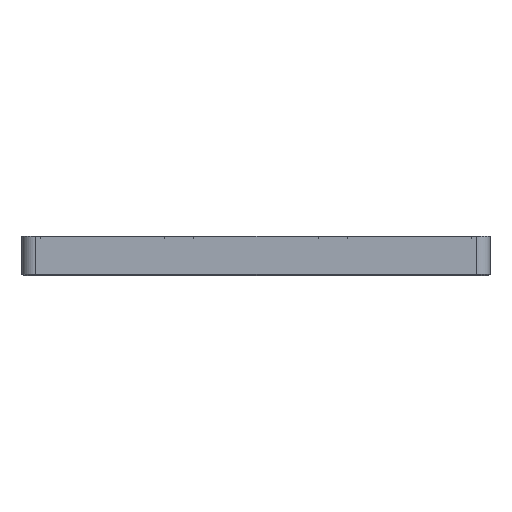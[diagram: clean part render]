
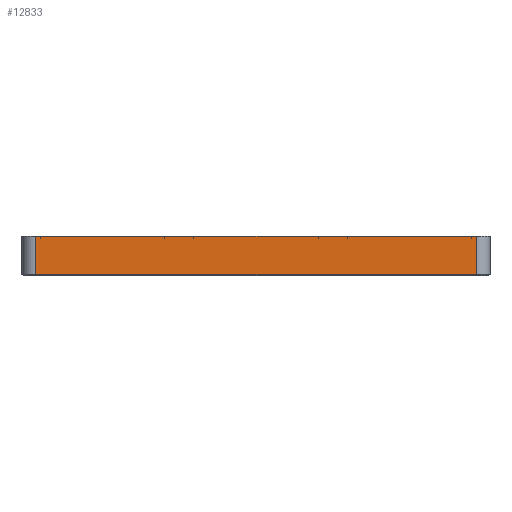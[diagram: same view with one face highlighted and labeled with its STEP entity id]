
A CAD part, left-side view. The second image highlights one B-rep face of the part: STEP entity #12833.
In plain terms, the highlighted planar face has unit normal (-1, 0, 0).
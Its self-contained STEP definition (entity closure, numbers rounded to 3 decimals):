
#1103=FACE_OUTER_BOUND('',#1959,.T.);
#1959=EDGE_LOOP('',(#10599,#10600,#10601,#10602,#10603,#10604,#10605,#10606,
#10607,#10608));
#2308=LINE('',#18483,#3542);
#2312=LINE('',#18499,#3546);
#2316=LINE('',#18515,#3550);
#2320=LINE('',#18531,#3554);
#2436=LINE('',#18876,#3670);
#2800=LINE('',#19960,#4034);
#2805=LINE('',#19972,#4039);
#3075=LINE('',#20776,#4309);
#3165=LINE('',#21043,#4399);
#3166=LINE('',#21044,#4400);
#3542=VECTOR('',#14494,10.);
#3546=VECTOR('',#14506,10.);
#3550=VECTOR('',#14518,10.);
#3554=VECTOR('',#14530,10.);
#3670=VECTOR('',#14854,10.);
#4034=VECTOR('',#16044,10.);
#4039=VECTOR('',#16059,10.);
#4309=VECTOR('',#16945,10.);
#4399=VECTOR('',#17239,10.);
#4400=VECTOR('',#17240,10.);
#5370=VERTEX_POINT('',#18480);
#5371=VERTEX_POINT('',#18482);
#5378=VERTEX_POINT('',#18496);
#5379=VERTEX_POINT('',#18498);
#5386=VERTEX_POINT('',#18512);
#5387=VERTEX_POINT('',#18514);
#5394=VERTEX_POINT('',#18528);
#5395=VERTEX_POINT('',#18530);
#5520=VERTEX_POINT('',#18875);
#5829=VERTEX_POINT('',#19970);
#6450=EDGE_CURVE('',#5371,#5370,#2308,.T.);
#6458=EDGE_CURVE('',#5379,#5378,#2312,.T.);
#6466=EDGE_CURVE('',#5387,#5386,#2316,.T.);
#6474=EDGE_CURVE('',#5395,#5394,#2320,.T.);
#6648=EDGE_CURVE('',#5395,#5520,#2436,.T.);
#7183=EDGE_CURVE('',#5378,#5371,#2800,.T.);
#7189=EDGE_CURVE('',#5829,#5370,#2805,.T.);
#7585=EDGE_CURVE('',#5386,#5379,#3075,.T.);
#7717=EDGE_CURVE('',#5520,#5829,#3165,.T.);
#7718=EDGE_CURVE('',#5394,#5387,#3166,.T.);
#10599=ORIENTED_EDGE('',*,*,#6450,.T.);
#10600=ORIENTED_EDGE('',*,*,#7189,.F.);
#10601=ORIENTED_EDGE('',*,*,#7717,.F.);
#10602=ORIENTED_EDGE('',*,*,#6648,.F.);
#10603=ORIENTED_EDGE('',*,*,#6474,.T.);
#10604=ORIENTED_EDGE('',*,*,#7718,.T.);
#10605=ORIENTED_EDGE('',*,*,#6466,.T.);
#10606=ORIENTED_EDGE('',*,*,#7585,.T.);
#10607=ORIENTED_EDGE('',*,*,#6458,.T.);
#10608=ORIENTED_EDGE('',*,*,#7183,.T.);
#12171=PLANE('',#14049);
#12833=ADVANCED_FACE('',(#1103),#12171,.T.);
#14049=AXIS2_PLACEMENT_3D('',#21042,#17237,#17238);
#14494=DIRECTION('',(0.,1.,0.));
#14506=DIRECTION('',(0.,1.,0.));
#14518=DIRECTION('',(0.,1.,0.));
#14530=DIRECTION('',(0.,1.,0.));
#14854=DIRECTION('',(0.,0.,-1.));
#16044=DIRECTION('',(0.,1.,0.));
#16059=DIRECTION('',(0.,0.,1.));
#16945=DIRECTION('',(0.,1.,0.));
#17237=DIRECTION('center_axis',(-1.,0.,0.));
#17238=DIRECTION('ref_axis',(0.,1.,0.));
#17239=DIRECTION('',(0.,1.,0.));
#17240=DIRECTION('',(0.,1.,0.));
#18480=CARTESIAN_POINT('',(0.,122.95,-0.5));
#18482=CARTESIAN_POINT('',(0.,121.75,-0.5));
#18483=CARTESIAN_POINT('',(0.,31.375,-0.5));
#18496=CARTESIAN_POINT('',(0.,87.75,-0.5));
#18498=CARTESIAN_POINT('',(0.,79.75,-0.5));
#18499=CARTESIAN_POINT('',(0.,31.375,-0.5));
#18512=CARTESIAN_POINT('',(0.,45.75,-0.5));
#18514=CARTESIAN_POINT('',(0.,37.75,-0.5));
#18515=CARTESIAN_POINT('',(0.,31.375,-0.5));
#18528=CARTESIAN_POINT('',(0.,3.75,-0.5));
#18530=CARTESIAN_POINT('',(0.,2.55,-0.5));
#18531=CARTESIAN_POINT('',(0.,31.375,-0.5));
#18875=CARTESIAN_POINT('',(0.,2.55,-10.9));
#18876=CARTESIAN_POINT('',(0.,2.55,0.));
#19960=CARTESIAN_POINT('',(0.,47.063,-0.5));
#19970=CARTESIAN_POINT('',(0.,122.95,-10.9));
#19972=CARTESIAN_POINT('',(0.,122.95,0.));
#20776=CARTESIAN_POINT('',(0.,26.063,-0.5));
#21042=CARTESIAN_POINT('Origin',(0.,0.,0.));
#21043=CARTESIAN_POINT('',(0.,31.375,-10.9));
#21044=CARTESIAN_POINT('',(0.,5.063,-0.5));
